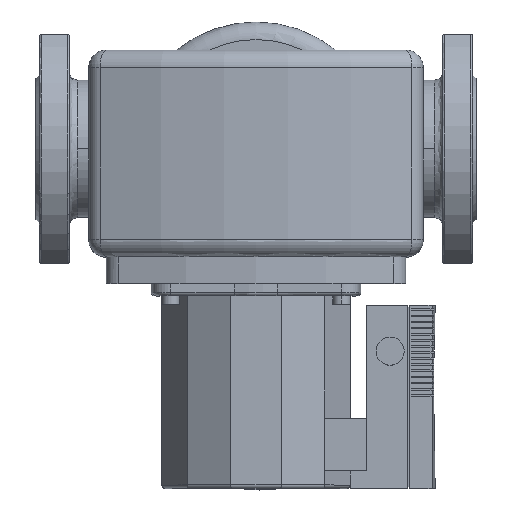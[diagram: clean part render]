
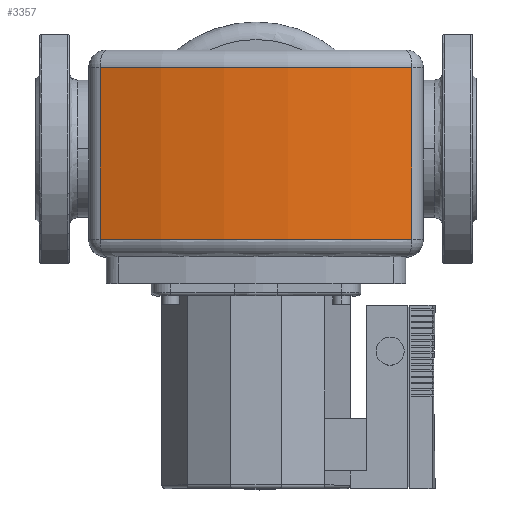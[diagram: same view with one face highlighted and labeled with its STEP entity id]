
A CAD part, top view. The second image highlights one B-rep face of the part: STEP entity #3357.
In plain terms, the highlighted cylindrical face has radius 247 mm (diameter 494 mm), a partial arc.
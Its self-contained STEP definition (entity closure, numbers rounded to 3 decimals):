
#3135=CARTESIAN_POINT('',(36.414,-51.5,80.568));
#3136=VERTEX_POINT('',#3135);
#3177=CARTESIAN_POINT('',(213.586,-51.5,80.568));
#3178=VERTEX_POINT('',#3177);
#3186=CARTESIAN_POINT('',(125.,-51.5,-150.));
#3187=DIRECTION('',(0.0,-1.0,0.0));
#3188=DIRECTION('',(0.0,0.0,1.0));
#3189=AXIS2_PLACEMENT_3D('',#3186,#3187,#3188);
#3190=CIRCLE('',#3189,247.);
#3191=EDGE_CURVE('',#3178,#3136,#3190,.T.);
#3307=CARTESIAN_POINT('',(36.414,46.,80.568));
#3308=VERTEX_POINT('',#3307);
#3309=CARTESIAN_POINT('',(36.414,46.,80.568));
#3310=DIRECTION('',(0.0,-1.0,0.0));
#3311=VECTOR('',#3310,97.5);
#3312=LINE('',#3309,#3311);
#3313=EDGE_CURVE('',#3308,#3136,#3312,.T.);
#3333=CARTESIAN_POINT('',(125.,0.,-150.));
#3334=DIRECTION('',(0.,1.0,0.));
#3335=DIRECTION('',(-0.385,0.,0.923));
#3336=AXIS2_PLACEMENT_3D('',#3333,#3334,#3335);
#3337=CYLINDRICAL_SURFACE('',#3336,247.);
#3338=ORIENTED_EDGE('',*,*,#3191,.F.);
#3339=CARTESIAN_POINT('',(213.586,46.,80.568));
#3340=VERTEX_POINT('',#3339);
#3341=CARTESIAN_POINT('',(213.586,46.,80.568));
#3342=DIRECTION('',(0.0,-1.0,0.0));
#3343=VECTOR('',#3342,97.5);
#3344=LINE('',#3341,#3343);
#3345=EDGE_CURVE('',#3340,#3178,#3344,.T.);
#3346=ORIENTED_EDGE('',*,*,#3345,.F.);
#3347=CARTESIAN_POINT('',(125.,46.0,-150.));
#3348=DIRECTION('',(0.0,1.0,0.0));
#3349=DIRECTION('',(0.0,0.0,1.0));
#3350=AXIS2_PLACEMENT_3D('',#3347,#3348,#3349);
#3351=CIRCLE('',#3350,247.);
#3352=EDGE_CURVE('',#3308,#3340,#3351,.T.);
#3353=ORIENTED_EDGE('',*,*,#3352,.F.);
#3354=ORIENTED_EDGE('',*,*,#3313,.T.);
#3355=EDGE_LOOP('',(#3338,#3346,#3353,#3354));
#3356=FACE_OUTER_BOUND('',#3355,.T.);
#3357=ADVANCED_FACE('',(#3356),#3337,.T.);
